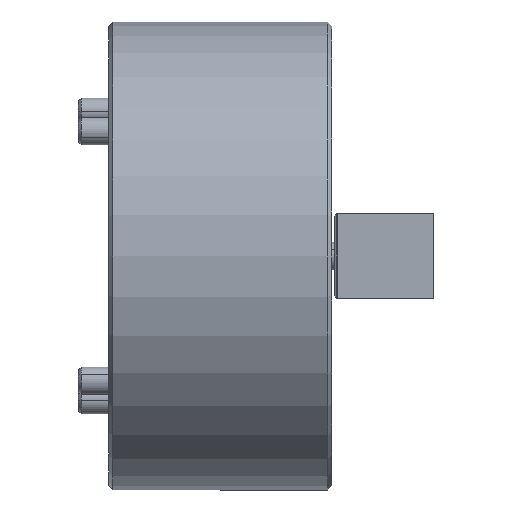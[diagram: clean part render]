
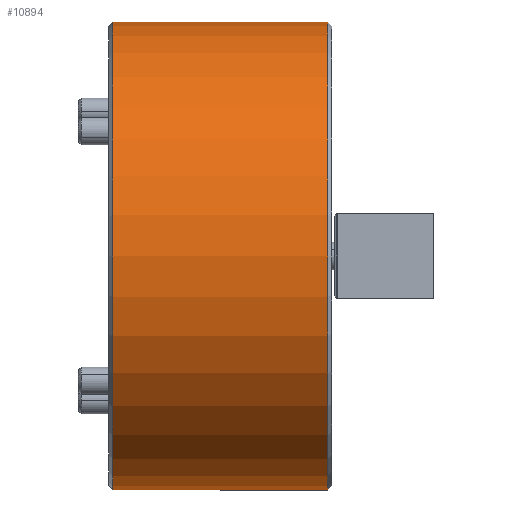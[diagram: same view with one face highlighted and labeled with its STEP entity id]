
A CAD part, front view. The second image highlights one B-rep face of the part: STEP entity #10894.
In plain terms, the highlighted cylindrical face has radius 85 mm (diameter 170 mm), a partial arc.
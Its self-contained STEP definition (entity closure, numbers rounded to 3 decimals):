
#263 = FACE_OUTER_BOUND ( 'NONE', #16813, .T. ) ;
#745 = CARTESIAN_POINT ( 'NONE',  ( 0., 0., 85. ) ) ;
#844 = CARTESIAN_POINT ( 'NONE',  ( 0., 0., -85. ) ) ;
#1096 = DIRECTION ( 'NONE',  ( 1., 0., 0. ) ) ;
#1274 = DIRECTION ( 'NONE',  ( 0., 0., -1. ) ) ;
#1411 = VERTEX_POINT ( 'NONE', #8040 ) ;
#2375 = CARTESIAN_POINT ( 'NONE',  ( -79.5, 0., 85. ) ) ;
#2580 = AXIS2_PLACEMENT_3D ( 'NONE', #14332, #5906, #15751 ) ;
#2680 = AXIS2_PLACEMENT_3D ( 'NONE', #15309, #8303, #5465 ) ;
#3616 = VECTOR ( 'NONE', #1096, 1000. ) ;
#4085 = EDGE_CURVE ( 'NONE', #10906, #1411, #14368, .T. ) ;
#4290 = VERTEX_POINT ( 'NONE', #2375 ) ;
#5465 = DIRECTION ( 'NONE',  ( 0., 0., -1. ) ) ;
#5906 = DIRECTION ( 'NONE',  ( 1., 0., 0. ) ) ;
#6028 = ORIENTED_EDGE ( 'NONE', *, *, #17132, .T. ) ;
#6467 = VECTOR ( 'NONE', #11985, 1000. ) ;
#6863 = CARTESIAN_POINT ( 'NONE',  ( -79.5, 0., -85. ) ) ;
#6922 = LINE ( 'NONE', #745, #6467 ) ;
#7313 = CYLINDRICAL_SURFACE ( 'NONE', #2680, 85. ) ;
#7809 = CARTESIAN_POINT ( 'NONE',  ( -1.5, 0., 85. ) ) ;
#8040 = CARTESIAN_POINT ( 'NONE',  ( -1.5, 0., -85. ) ) ;
#8303 = DIRECTION ( 'NONE',  ( 1., 0., 0. ) ) ;
#9692 = DIRECTION ( 'NONE',  ( 1., 0., 0. ) ) ;
#10019 = CIRCLE ( 'NONE', #2580, 85. ) ;
#10659 = ORIENTED_EDGE ( 'NONE', *, *, #4085, .T. ) ;
#10894 = ADVANCED_FACE ( 'NONE', ( #263 ), #7313, .T. ) ;
#10906 = VERTEX_POINT ( 'NONE', #6863 ) ;
#11249 = ORIENTED_EDGE ( 'NONE', *, *, #11771, .F. ) ;
#11530 = EDGE_CURVE ( 'NONE', #14835, #1411, #10019, .T. ) ;
#11771 = EDGE_CURVE ( 'NONE', #4290, #14835, #6922, .T. ) ;
#11985 = DIRECTION ( 'NONE',  ( 1., 0., 0. ) ) ;
#14332 = CARTESIAN_POINT ( 'NONE',  ( -1.5, 0., 0. ) ) ;
#14368 = LINE ( 'NONE', #844, #3616 ) ;
#14835 = VERTEX_POINT ( 'NONE', #7809 ) ;
#15309 = CARTESIAN_POINT ( 'NONE',  ( 0., 0., 0. ) ) ;
#15751 = DIRECTION ( 'NONE',  ( 0., 0., -1. ) ) ;
#15786 = CIRCLE ( 'NONE', #17619, 85. ) ;
#16296 = ORIENTED_EDGE ( 'NONE', *, *, #11530, .F. ) ;
#16813 = EDGE_LOOP ( 'NONE', ( #11249, #6028, #10659, #16296 ) ) ;
#17132 = EDGE_CURVE ( 'NONE', #4290, #10906, #15786, .T. ) ;
#17619 = AXIS2_PLACEMENT_3D ( 'NONE', #18145, #9692, #1274 ) ;
#18145 = CARTESIAN_POINT ( 'NONE',  ( -79.5, 0., 0. ) ) ;
